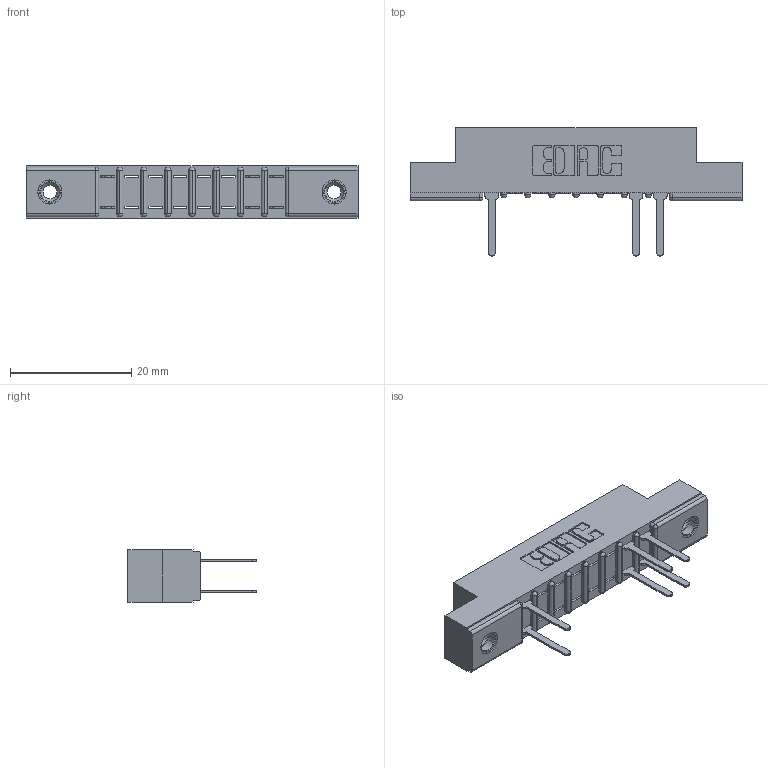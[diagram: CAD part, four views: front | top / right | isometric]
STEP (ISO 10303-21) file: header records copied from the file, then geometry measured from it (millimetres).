
FILE_DESCRIPTION (( 'STEP AP203' ), '1' );
FILE_NAME ('357-016-522-208.STEP', '2018-08-08T02:42:31', ( '' ), ( '' ), 'SwSTEP 2.0', 'SolidWorks 2016', '' );
FILE_SCHEMA (( 'CONFIG_CONTROL_DESIGN' ));
Length unit declared in the file: inch
Products named in the file (4): 307 Part_.156 Dia Mounting Holes; 307-290-001_522; 345-250-001_345-250-003-102; 357-016-522-208
Assembly tree (9 placements, depth 2):
  357-016-522-208
    307 Part_.156 Dia Mounting Holes
    307-290-001_522  x6
    345-250-001_345-250-003-102  x2
Bounding box: 54.71 x 21.11 x 8.71 mm (x, y, z)
Volume: 3457.2 mm3; surface area: 4700.9 mm2
Topology: 9 solids, 9 shells, 563 faces, 1559 edges, 998 vertices
Faces by surface type: plane 348, cylinder 181, sphere 18, cone 12, torus 4
Entity records: 12139 total; most frequent: CARTESIAN_POINT 2021, ORIENTED_EDGE 2002, DIRECTION 1993, EDGE_CURVE 1001, LINE 753, VECTOR 753, VERTEX_POINT 648, AXIS2_PLACEMENT_3D 620
